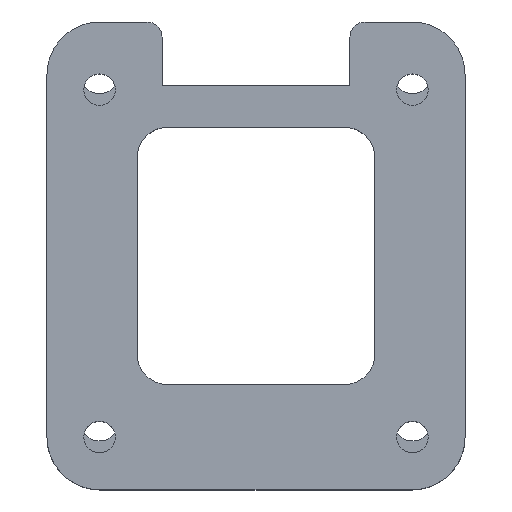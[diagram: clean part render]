
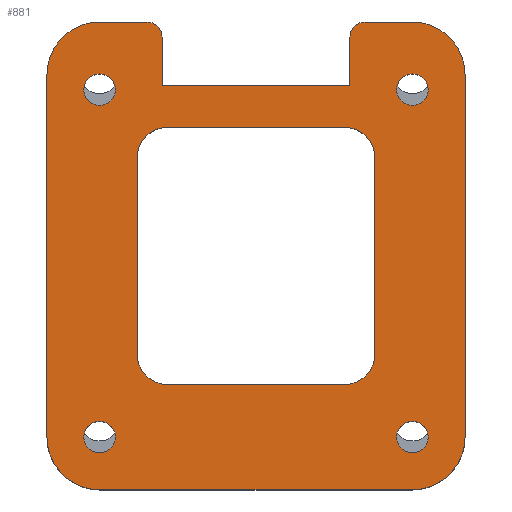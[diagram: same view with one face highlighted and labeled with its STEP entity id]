
A CAD part, top view. The second image highlights one B-rep face of the part: STEP entity #881.
In plain terms, the highlighted planar face has unit normal (0, 0, 1).
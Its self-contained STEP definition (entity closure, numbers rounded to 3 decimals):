
#20=FACE_BOUND('',#164,.T.);
#21=FACE_BOUND('',#165,.T.);
#22=FACE_BOUND('',#166,.T.);
#23=FACE_BOUND('',#167,.T.);
#24=FACE_BOUND('',#168,.T.);
#64=PLANE('',#1012);
#110=FACE_OUTER_BOUND('',#163,.T.);
#163=EDGE_LOOP('',(#780,#781,#782,#783,#784,#785,#786,#787,#788,#789,#790,
#791,#792,#793));
#164=EDGE_LOOP('',(#794,#795,#796,#797,#798,#799,#800,#801));
#165=EDGE_LOOP('',(#802));
#166=EDGE_LOOP('',(#803));
#167=EDGE_LOOP('',(#804));
#168=EDGE_LOOP('',(#805));
#175=LINE('',#1309,#233);
#179=LINE('',#1321,#237);
#184=LINE('',#1339,#242);
#185=LINE('',#1341,#243);
#193=LINE('',#1399,#251);
#198=LINE('',#1418,#256);
#207=LINE('',#1462,#265);
#209=LINE('',#1466,#267);
#212=LINE('',#1474,#270);
#215=LINE('',#1482,#273);
#218=LINE('',#1490,#276);
#223=LINE('',#1553,#281);
#233=VECTOR('',#1030,10.);
#237=VECTOR('',#1042,10.);
#242=VECTOR('',#1061,10.);
#243=VECTOR('',#1064,10.);
#251=VECTOR('',#1092,10.);
#256=VECTOR('',#1105,10.);
#265=VECTOR('',#1140,10.);
#267=VECTOR('',#1144,10.);
#270=VECTOR('',#1153,10.);
#273=VECTOR('',#1162,10.);
#276=VECTOR('',#1171,10.);
#281=VECTOR('',#1256,10.);
#288=CIRCLE('',#909,2.);
#290=CIRCLE('',#913,2.);
#292=CIRCLE('',#917,2.);
#294=CIRCLE('',#920,2.);
#300=CIRCLE('',#931,1.);
#302=CIRCLE('',#935,1.);
#312=CIRCLE('',#952,3.5);
#313=CIRCLE('',#955,3.5);
#314=CIRCLE('',#958,3.5);
#315=CIRCLE('',#961,3.5);
#340=CIRCLE('',#1001,1.05);
#341=CIRCLE('',#1003,1.05);
#342=CIRCLE('',#1005,1.05);
#347=CIRCLE('',#1013,1.05);
#350=VERTEX_POINT('',#1299);
#351=VERTEX_POINT('',#1301);
#353=VERTEX_POINT('',#1307);
#355=VERTEX_POINT('',#1313);
#357=VERTEX_POINT('',#1319);
#359=VERTEX_POINT('',#1325);
#362=VERTEX_POINT('',#1332);
#363=VERTEX_POINT('',#1334);
#376=VERTEX_POINT('',#1389);
#377=VERTEX_POINT('',#1391);
#379=VERTEX_POINT('',#1397);
#382=VERTEX_POINT('',#1404);
#383=VERTEX_POINT('',#1406);
#386=VERTEX_POINT('',#1416);
#399=VERTEX_POINT('',#1461);
#400=VERTEX_POINT('',#1465);
#401=VERTEX_POINT('',#1469);
#402=VERTEX_POINT('',#1473);
#403=VERTEX_POINT('',#1477);
#404=VERTEX_POINT('',#1481);
#405=VERTEX_POINT('',#1485);
#406=VERTEX_POINT('',#1489);
#425=VERTEX_POINT('',#1555);
#426=VERTEX_POINT('',#1559);
#427=VERTEX_POINT('',#1563);
#430=VERTEX_POINT('',#1575);
#433=EDGE_CURVE('',#350,#351,#288,.T.);
#437=EDGE_CURVE('',#350,#353,#175,.T.);
#440=EDGE_CURVE('',#355,#353,#290,.T.);
#443=EDGE_CURVE('',#355,#357,#179,.T.);
#446=EDGE_CURVE('',#359,#357,#292,.T.);
#449=EDGE_CURVE('',#362,#363,#294,.T.);
#452=EDGE_CURVE('',#359,#363,#184,.T.);
#453=EDGE_CURVE('',#362,#351,#185,.T.);
#469=EDGE_CURVE('',#376,#377,#300,.T.);
#473=EDGE_CURVE('',#376,#379,#193,.T.);
#476=EDGE_CURVE('',#382,#383,#302,.T.);
#481=EDGE_CURVE('',#382,#386,#198,.T.);
#502=EDGE_CURVE('',#399,#383,#207,.T.);
#504=EDGE_CURVE('',#400,#377,#209,.T.);
#506=EDGE_CURVE('',#401,#400,#312,.T.);
#508=EDGE_CURVE('',#402,#401,#212,.T.);
#510=EDGE_CURVE('',#403,#402,#313,.T.);
#512=EDGE_CURVE('',#404,#403,#215,.T.);
#514=EDGE_CURVE('',#405,#404,#314,.T.);
#516=EDGE_CURVE('',#406,#405,#218,.T.);
#518=EDGE_CURVE('',#386,#406,#315,.T.);
#546=EDGE_CURVE('',#379,#399,#223,.T.);
#547=EDGE_CURVE('',#425,#425,#340,.F.);
#549=EDGE_CURVE('',#426,#426,#341,.F.);
#551=EDGE_CURVE('',#427,#427,#342,.F.);
#557=EDGE_CURVE('',#430,#430,#347,.F.);
#780=ORIENTED_EDGE('',*,*,#512,.T.);
#781=ORIENTED_EDGE('',*,*,#510,.T.);
#782=ORIENTED_EDGE('',*,*,#508,.T.);
#783=ORIENTED_EDGE('',*,*,#506,.T.);
#784=ORIENTED_EDGE('',*,*,#504,.T.);
#785=ORIENTED_EDGE('',*,*,#469,.F.);
#786=ORIENTED_EDGE('',*,*,#473,.T.);
#787=ORIENTED_EDGE('',*,*,#546,.T.);
#788=ORIENTED_EDGE('',*,*,#502,.T.);
#789=ORIENTED_EDGE('',*,*,#476,.F.);
#790=ORIENTED_EDGE('',*,*,#481,.T.);
#791=ORIENTED_EDGE('',*,*,#518,.T.);
#792=ORIENTED_EDGE('',*,*,#516,.T.);
#793=ORIENTED_EDGE('',*,*,#514,.T.);
#794=ORIENTED_EDGE('',*,*,#452,.T.);
#795=ORIENTED_EDGE('',*,*,#449,.F.);
#796=ORIENTED_EDGE('',*,*,#453,.T.);
#797=ORIENTED_EDGE('',*,*,#433,.F.);
#798=ORIENTED_EDGE('',*,*,#437,.T.);
#799=ORIENTED_EDGE('',*,*,#440,.F.);
#800=ORIENTED_EDGE('',*,*,#443,.T.);
#801=ORIENTED_EDGE('',*,*,#446,.F.);
#802=ORIENTED_EDGE('',*,*,#549,.T.);
#803=ORIENTED_EDGE('',*,*,#557,.T.);
#804=ORIENTED_EDGE('',*,*,#547,.T.);
#805=ORIENTED_EDGE('',*,*,#551,.T.);
#881=ADVANCED_FACE('',(#110,#20,#21,#22,#23,#24),#64,.T.);
#909=AXIS2_PLACEMENT_3D('',#1302,#1023,#1024);
#913=AXIS2_PLACEMENT_3D('',#1315,#1036,#1037);
#917=AXIS2_PLACEMENT_3D('',#1327,#1048,#1049);
#920=AXIS2_PLACEMENT_3D('',#1335,#1055,#1056);
#931=AXIS2_PLACEMENT_3D('',#1392,#1085,#1086);
#935=AXIS2_PLACEMENT_3D('',#1407,#1098,#1099);
#952=AXIS2_PLACEMENT_3D('',#1470,#1148,#1149);
#955=AXIS2_PLACEMENT_3D('',#1478,#1157,#1158);
#958=AXIS2_PLACEMENT_3D('',#1486,#1166,#1167);
#961=AXIS2_PLACEMENT_3D('',#1493,#1175,#1176);
#1001=AXIS2_PLACEMENT_3D('',#1556,#1259,#1260);
#1003=AXIS2_PLACEMENT_3D('',#1560,#1264,#1265);
#1005=AXIS2_PLACEMENT_3D('',#1564,#1269,#1270);
#1012=AXIS2_PLACEMENT_3D('',#1574,#1284,#1285);
#1013=AXIS2_PLACEMENT_3D('',#1576,#1286,#1287);
#1023=DIRECTION('center_axis',(0.,0.,1.));
#1024=DIRECTION('ref_axis',(-0.707,0.707,0.));
#1030=DIRECTION('',(1.,0.,0.));
#1036=DIRECTION('center_axis',(0.,0.,1.));
#1037=DIRECTION('ref_axis',(0.707,0.707,0.));
#1042=DIRECTION('',(0.,-1.,0.));
#1048=DIRECTION('center_axis',(0.,0.,1.));
#1049=DIRECTION('ref_axis',(0.707,-0.707,0.));
#1055=DIRECTION('center_axis',(0.,0.,1.));
#1056=DIRECTION('ref_axis',(-0.707,-0.707,0.));
#1061=DIRECTION('',(-1.,0.,0.));
#1064=DIRECTION('',(0.,1.,0.));
#1085=DIRECTION('center_axis',(0.,0.,-1.));
#1086=DIRECTION('ref_axis',(-0.707,0.707,0.));
#1092=DIRECTION('',(0.,-1.,0.));
#1098=DIRECTION('center_axis',(0.,0.,-1.));
#1099=DIRECTION('ref_axis',(0.707,0.707,0.));
#1105=DIRECTION('',(-1.,0.,0.));
#1140=DIRECTION('',(0.,1.,0.));
#1144=DIRECTION('',(-1.,0.,0.));
#1148=DIRECTION('center_axis',(0.,0.,1.));
#1149=DIRECTION('ref_axis',(1.,0.,0.));
#1153=DIRECTION('',(0.,1.,0.));
#1157=DIRECTION('center_axis',(0.,0.,1.));
#1158=DIRECTION('ref_axis',(0.,-1.,0.));
#1162=DIRECTION('',(1.,0.,0.));
#1166=DIRECTION('center_axis',(0.,0.,1.));
#1167=DIRECTION('ref_axis',(-1.,0.,0.));
#1171=DIRECTION('',(0.,-1.,0.));
#1175=DIRECTION('center_axis',(0.,0.,1.));
#1176=DIRECTION('ref_axis',(0.,1.,0.));
#1256=DIRECTION('',(-1.,0.,0.));
#1259=DIRECTION('center_axis',(0.,0.,1.));
#1260=DIRECTION('ref_axis',(-1.,0.,0.));
#1264=DIRECTION('center_axis',(0.,0.,1.));
#1265=DIRECTION('ref_axis',(-1.,0.,0.));
#1269=DIRECTION('center_axis',(0.,0.,1.));
#1270=DIRECTION('ref_axis',(-1.,0.,0.));
#1284=DIRECTION('center_axis',(0.,0.,1.));
#1285=DIRECTION('ref_axis',(1.,0.,0.));
#1286=DIRECTION('center_axis',(0.,0.,1.));
#1287=DIRECTION('ref_axis',(-1.,0.,0.));
#1299=CARTESIAN_POINT('',(4.5,-2.5,10.));
#1301=CARTESIAN_POINT('',(2.5,-4.5,10.));
#1302=CARTESIAN_POINT('Origin',(4.5,-4.5,10.));
#1307=CARTESIAN_POINT('',(16.3,-2.5,10.));
#1309=CARTESIAN_POINT('',(3.5,-2.5,10.));
#1313=CARTESIAN_POINT('',(18.3,-4.5,10.));
#1315=CARTESIAN_POINT('Origin',(16.3,-4.5,10.));
#1319=CARTESIAN_POINT('',(18.3,-17.6,10.));
#1321=CARTESIAN_POINT('',(18.3,-3.5,10.));
#1325=CARTESIAN_POINT('',(16.3,-19.6,10.));
#1327=CARTESIAN_POINT('Origin',(16.3,-17.6,10.));
#1332=CARTESIAN_POINT('',(2.5,-17.6,10.));
#1334=CARTESIAN_POINT('',(4.5,-19.6,10.));
#1335=CARTESIAN_POINT('Origin',(4.5,-17.6,10.));
#1339=CARTESIAN_POINT('',(17.3,-19.6,10.));
#1341=CARTESIAN_POINT('',(2.5,-19.6,10.));
#1389=CARTESIAN_POINT('',(16.65,3.5,10.));
#1391=CARTESIAN_POINT('',(17.65,4.5,10.));
#1392=CARTESIAN_POINT('Origin',(17.65,3.5,10.));
#1397=CARTESIAN_POINT('',(16.65,0.3,10.));
#1399=CARTESIAN_POINT('',(16.65,-4.275,10.));
#1404=CARTESIAN_POINT('',(3.15,4.5,10.));
#1406=CARTESIAN_POINT('',(4.15,3.5,10.));
#1407=CARTESIAN_POINT('Origin',(3.15,3.5,10.));
#1416=CARTESIAN_POINT('',(0.,4.5,10.));
#1418=CARTESIAN_POINT('',(3.15,4.5,10.));
#1461=CARTESIAN_POINT('',(4.15,0.3,10.));
#1462=CARTESIAN_POINT('',(4.15,2.,10.));
#1465=CARTESIAN_POINT('',(20.8,4.5,10.));
#1466=CARTESIAN_POINT('',(20.8,4.5,10.));
#1469=CARTESIAN_POINT('',(24.3,1.,10.));
#1470=CARTESIAN_POINT('Origin',(20.8,1.,10.));
#1473=CARTESIAN_POINT('',(24.3,-23.1,10.));
#1474=CARTESIAN_POINT('',(24.3,-23.1,10.));
#1477=CARTESIAN_POINT('',(20.8,-26.6,10.));
#1478=CARTESIAN_POINT('Origin',(20.8,-23.1,10.));
#1481=CARTESIAN_POINT('',(0.,-26.6,10.));
#1482=CARTESIAN_POINT('',(0.,-26.6,10.));
#1485=CARTESIAN_POINT('',(-3.5,-23.1,10.));
#1486=CARTESIAN_POINT('Origin',(0.,-23.1,10.));
#1489=CARTESIAN_POINT('',(-3.5,1.,10.));
#1490=CARTESIAN_POINT('',(-3.5,1.,10.));
#1493=CARTESIAN_POINT('Origin',(0.,1.,10.));
#1553=CARTESIAN_POINT('',(10.4,0.3,10.));
#1555=CARTESIAN_POINT('',(1.05,0.,10.));
#1556=CARTESIAN_POINT('Origin',(0.,0.,10.));
#1559=CARTESIAN_POINT('',(1.05,-23.1,10.));
#1560=CARTESIAN_POINT('Origin',(0.,-23.1,10.));
#1563=CARTESIAN_POINT('',(21.85,-23.1,10.));
#1564=CARTESIAN_POINT('Origin',(20.8,-23.1,10.));
#1574=CARTESIAN_POINT('Origin',(10.4,-11.55,10.));
#1575=CARTESIAN_POINT('',(21.85,0.,10.));
#1576=CARTESIAN_POINT('Origin',(20.8,0.,10.));
